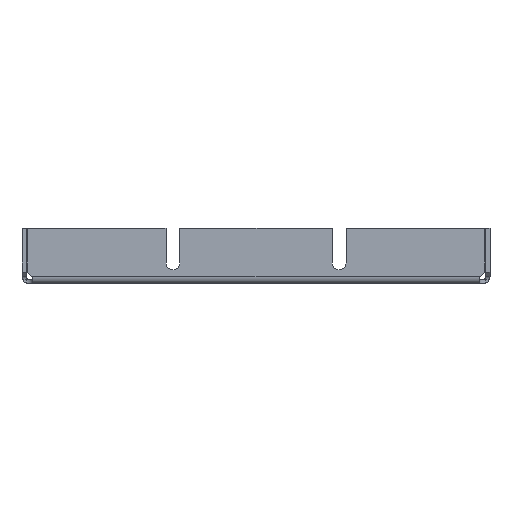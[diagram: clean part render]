
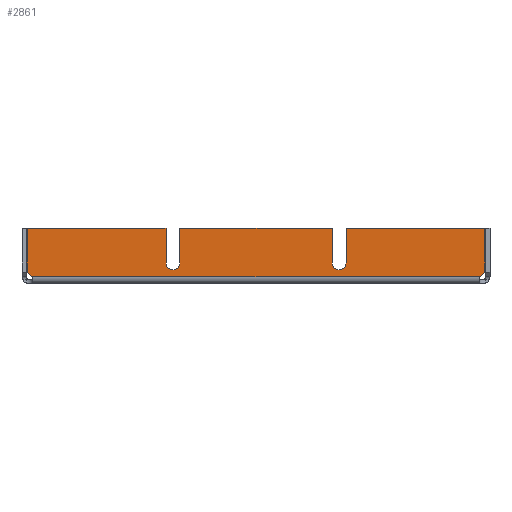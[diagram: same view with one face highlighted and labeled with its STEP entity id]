
A CAD part, left-side view. The second image highlights one B-rep face of the part: STEP entity #2861.
In plain terms, the highlighted planar face has unit normal (-1, 0, 0).
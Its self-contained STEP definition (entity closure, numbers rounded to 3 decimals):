
#14=DIRECTION('',(0.,-1.,0.));
#15=VECTOR('',#14,5.5);
#16=CARTESIAN_POINT('',(-8.45,2.75,0.));
#17=LINE('',#16,#15);
#78=DIRECTION('',(0.,-1.,0.));
#79=VECTOR('',#78,5.015);
#80=CARTESIAN_POINT('',(-8.45,8.265,0.));
#81=LINE('',#80,#79);
#150=DIRECTION('',(0.,-1.,0.));
#151=VECTOR('',#150,5.015);
#152=CARTESIAN_POINT('',(-8.45,-3.25,0.));
#153=LINE('',#152,#151);
#202=DIRECTION('',(0.,0.,-1.));
#203=VECTOR('',#202,1.585);
#204=CARTESIAN_POINT('',(-8.45,8.265,0.));
#205=LINE('',#204,#203);
#206=DIRECTION('',(0.,0.,-1.));
#207=VECTOR('',#206,1.25);
#208=CARTESIAN_POINT('',(-8.45,3.25,0.));
#209=LINE('',#208,#207);
#210=CARTESIAN_POINT('',(-8.45,3.,-1.25));
#211=DIRECTION('',(-1.,0.,0.));
#212=DIRECTION('',(0.,1.,0.));
#213=AXIS2_PLACEMENT_3D('',#210,#211,#212);
#215=DIRECTION('',(0.,0.,-1.));
#216=VECTOR('',#215,1.25);
#217=CARTESIAN_POINT('',(-8.45,2.75,0.));
#218=LINE('',#217,#216);
#219=DIRECTION('',(0.,0.,-1.));
#220=VECTOR('',#219,1.25);
#221=CARTESIAN_POINT('',(-8.45,-2.75,0.));
#222=LINE('',#221,#220);
#223=CARTESIAN_POINT('',(-8.45,-3.,-1.25));
#224=DIRECTION('',(-1.,0.,0.));
#225=DIRECTION('',(0.,1.,0.));
#226=AXIS2_PLACEMENT_3D('',#223,#224,#225);
#228=DIRECTION('',(0.,0.,-1.));
#229=VECTOR('',#228,1.25);
#230=CARTESIAN_POINT('',(-8.45,-3.25,0.));
#231=LINE('',#230,#229);
#232=DIRECTION('',(0.,0.,-1.));
#233=VECTOR('',#232,1.585);
#234=CARTESIAN_POINT('',(-8.45,-8.265,0.));
#235=LINE('',#234,#233);
#244=DIRECTION('',(0.,-0.707,-0.707));
#245=VECTOR('',#244,0.233);
#246=CARTESIAN_POINT('',(-8.45,8.265,-1.585));
#247=LINE('',#246,#245);
#275=DIRECTION('',(0.,-1.,0.));
#276=VECTOR('',#275,16.2);
#277=CARTESIAN_POINT('',(-8.45,8.1,-1.75));
#278=LINE('',#277,#276);
#1786=DIRECTION('',(0.,-0.707,0.707));
#1787=VECTOR('',#1786,0.233);
#1788=CARTESIAN_POINT('',(-8.45,-8.1,-1.75));
#1789=LINE('',#1788,#1787);
#2046=CARTESIAN_POINT('',(-8.45,2.75,0.));
#2048=VERTEX_POINT('',#2046);
#2050=CARTESIAN_POINT('',(-8.45,3.25,0.));
#2052=VERTEX_POINT('',#2050);
#2054=CARTESIAN_POINT('',(-8.45,-3.25,0.));
#2056=VERTEX_POINT('',#2054);
#2058=CARTESIAN_POINT('',(-8.45,-2.75,0.));
#2060=VERTEX_POINT('',#2058);
#2214=CARTESIAN_POINT('',(-8.45,3.25,-1.25));
#2216=VERTEX_POINT('',#2214);
#2219=CARTESIAN_POINT('',(-8.45,2.75,-1.25));
#2221=VERTEX_POINT('',#2219);
#2222=CARTESIAN_POINT('',(-8.45,-2.75,-1.25));
#2224=VERTEX_POINT('',#2222);
#2227=CARTESIAN_POINT('',(-8.45,-3.25,-1.25));
#2229=VERTEX_POINT('',#2227);
#2262=CARTESIAN_POINT('',(-8.45,8.265,0.));
#2264=VERTEX_POINT('',#2262);
#2282=CARTESIAN_POINT('',(-8.45,-8.265,0.));
#2284=VERTEX_POINT('',#2282);
#2294=CARTESIAN_POINT('',(-8.45,8.265,-1.585));
#2296=VERTEX_POINT('',#2294);
#2323=CARTESIAN_POINT('',(-8.45,-8.265,-1.585));
#2325=VERTEX_POINT('',#2323);
#2391=CARTESIAN_POINT('',(-8.45,8.1,-1.75));
#2393=VERTEX_POINT('',#2391);
#2418=CARTESIAN_POINT('',(-8.45,-8.1,-1.75));
#2420=VERTEX_POINT('',#2418);
#2832=CARTESIAN_POINT('',(-8.45,8.45,0.));
#2833=DIRECTION('',(-1.,0.,0.));
#2834=DIRECTION('',(0.,-1.,0.));
#2835=AXIS2_PLACEMENT_3D('',#2832,#2833,#2834);
#2836=PLANE('',#2835);
#2838=ORIENTED_EDGE('',*,*,#2837,.F.);
#2840=ORIENTED_EDGE('',*,*,#2839,.F.);
#2841=ORIENTED_EDGE('',*,*,#2671,.T.);
#2842=ORIENTED_EDGE('',*,*,#2824,.T.);
#2843=ORIENTED_EDGE('',*,*,#2813,.T.);
#2844=ORIENTED_EDGE('',*,*,#2798,.F.);
#2845=ORIENTED_EDGE('',*,*,#2607,.T.);
#2847=ORIENTED_EDGE('',*,*,#2846,.T.);
#2849=ORIENTED_EDGE('',*,*,#2848,.T.);
#2851=ORIENTED_EDGE('',*,*,#2850,.F.);
#2852=ORIENTED_EDGE('',*,*,#2747,.T.);
#2854=ORIENTED_EDGE('',*,*,#2853,.T.);
#2856=ORIENTED_EDGE('',*,*,#2855,.F.);
#2858=ORIENTED_EDGE('',*,*,#2857,.F.);
#2859=EDGE_LOOP('',(#2838,#2840,#2841,#2842,#2843,#2844,#2845,#2847,#2849,#2851,
#2852,#2854,#2856,#2858));
#2860=FACE_OUTER_BOUND('',#2859,.F.);
#214=CIRCLE('',#213,0.25);
#227=CIRCLE('',#226,0.25);
#2607=EDGE_CURVE('',#2048,#2060,#17,.T.);
#2671=EDGE_CURVE('',#2264,#2052,#81,.T.);
#2747=EDGE_CURVE('',#2056,#2284,#153,.T.);
#2798=EDGE_CURVE('',#2048,#2221,#218,.T.);
#2813=EDGE_CURVE('',#2216,#2221,#214,.T.);
#2824=EDGE_CURVE('',#2052,#2216,#209,.T.);
#2837=EDGE_CURVE('',#2296,#2393,#247,.T.);
#2839=EDGE_CURVE('',#2264,#2296,#205,.T.);
#2846=EDGE_CURVE('',#2060,#2224,#222,.T.);
#2848=EDGE_CURVE('',#2224,#2229,#227,.T.);
#2850=EDGE_CURVE('',#2056,#2229,#231,.T.);
#2853=EDGE_CURVE('',#2284,#2325,#235,.T.);
#2855=EDGE_CURVE('',#2420,#2325,#1789,.T.);
#2857=EDGE_CURVE('',#2393,#2420,#278,.T.);
#2861=ADVANCED_FACE('',(#2860),#2836,.T.);
